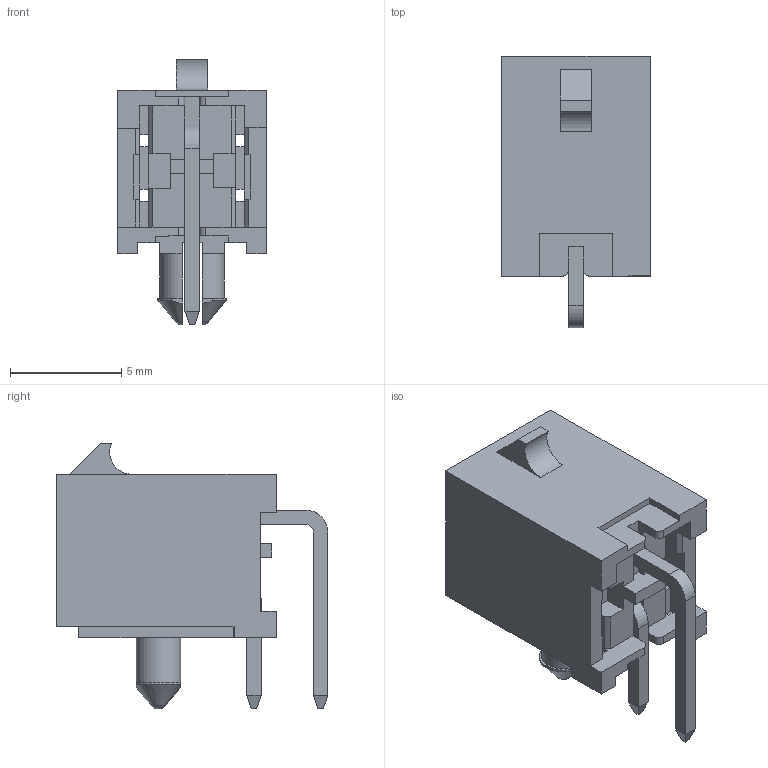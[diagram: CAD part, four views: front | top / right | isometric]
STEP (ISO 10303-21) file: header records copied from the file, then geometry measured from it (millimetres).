
FILE_DESCRIPTION(/* description */ (''),/* implementation_level */ '2;1');
FILE_NAME(/* name */ '66200221024',/* time_stamp */ '2023-09-13T15:24:09+02:00',/* author */ ('WE France'),/* organization */ (''),/* preprocessor_version */ 'ST-DEVELOPER v18.104',/* originating_system */ 'Solid Edge',/* authorisation */ 'Unknown');
FILE_SCHEMA (('FEATURE_BASED_PROCESS_PLANNING','AUTOMOTIVE_DESIGN {1 0 10303 214 3 1 1}'));
Length unit declared in the file: millimetre
Products named in the file (4): 6620xx21024; 66200221022; 6620xx21024_PIN_COURTE; 6620xx21024_PIN_LONGUE
Assembly tree (3 placements, depth 2):
  6620xx21024
    66200221022
    6620xx21024_PIN_COURTE
    6620xx21024_PIN_LONGUE
Bounding box: 6.71 x 12.22 x 11.96 mm (x, y, z)
Volume: 324 mm3; surface area: 825.2 mm2
Topology: 3 solids, 3 shells, 202 faces, 569 edges, 368 vertices
Faces by surface type: plane 185, cylinder 13, cone 2, torus 2
Entity records: 6802 total; most frequent: CARTESIAN_POINT 1155, ORIENTED_EDGE 1138, DIRECTION 1013, EDGE_CURVE 569, LINE 529, VECTOR 529, VERTEX_POINT 368, AXIS2_PLACEMENT_3D 242
